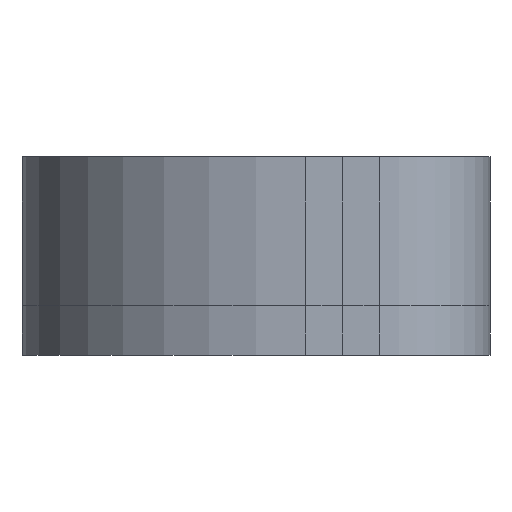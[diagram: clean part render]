
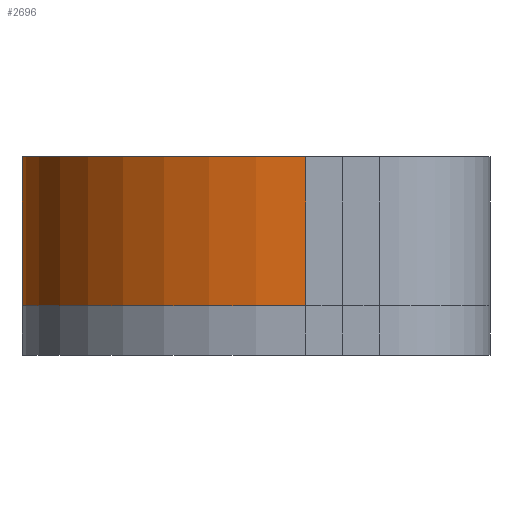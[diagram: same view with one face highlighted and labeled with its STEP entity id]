
A CAD part, front view. The second image highlights one B-rep face of the part: STEP entity #2696.
In plain terms, the highlighted cylindrical face has radius 10 mm (diameter 20 mm), a partial arc.
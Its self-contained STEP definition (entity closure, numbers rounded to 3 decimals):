
#72 = PLANE('',#73);
#73 = AXIS2_PLACEMENT_3D('',#74,#75,#76);
#74 = CARTESIAN_POINT('',(-5.523,-0.788,5.25));
#75 = DIRECTION('',(0.,0.,1.));
#76 = DIRECTION('',(1.,0.,0.));
#518 = PLANE('',#519);
#519 = AXIS2_PLACEMENT_3D('',#520,#521,#522);
#520 = CARTESIAN_POINT('',(-12.5,16.,0.));
#521 = DIRECTION('',(1.,0.,0.));
#522 = DIRECTION('',(0.,-1.,0.));
#786 = VERTEX_POINT('',#787);
#787 = CARTESIAN_POINT('',(-12.5,-16.,5.25));
#808 = EDGE_CURVE('',#786,#809,#811,.T.);
#809 = VERTEX_POINT('',#810);
#810 = CARTESIAN_POINT('',(-2.5,-26.,5.25));
#811 = SURFACE_CURVE('',#812,(#817,#824),.PCURVE_S1.);
#812 = CIRCLE('',#813,10.);
#813 = AXIS2_PLACEMENT_3D('',#814,#815,#816);
#814 = CARTESIAN_POINT('',(-2.5,-16.,5.25));
#815 = DIRECTION('',(0.,0.,1.));
#816 = DIRECTION('',(1.,0.,0.));
#817 = PCURVE('',#72,#818);
#818 = DEFINITIONAL_REPRESENTATION('',(#819),#823);
#819 = CIRCLE('',#820,10.);
#820 = AXIS2_PLACEMENT_2D('',#821,#822);
#821 = CARTESIAN_POINT('',(3.023,-15.212));
#822 = DIRECTION('',(1.,0.));
#823 = ( GEOMETRIC_REPRESENTATION_CONTEXT(2) 
PARAMETRIC_REPRESENTATION_CONTEXT() REPRESENTATION_CONTEXT('2D SPACE',''
  ) );
#824 = PCURVE('',#825,#830);
#825 = CYLINDRICAL_SURFACE('',#826,10.);
#826 = AXIS2_PLACEMENT_3D('',#827,#828,#829);
#827 = CARTESIAN_POINT('',(-2.5,-16.,0.));
#828 = DIRECTION('',(-0.,-0.,-1.));
#829 = DIRECTION('',(1.,0.,0.));
#830 = DEFINITIONAL_REPRESENTATION('',(#831),#835);
#831 = LINE('',#832,#833);
#832 = CARTESIAN_POINT('',(-0.,-5.25));
#833 = VECTOR('',#834,1.);
#834 = DIRECTION('',(-1.,0.));
#835 = ( GEOMETRIC_REPRESENTATION_CONTEXT(2) 
PARAMETRIC_REPRESENTATION_CONTEXT() REPRESENTATION_CONTEXT('2D SPACE',''
  ) );
#853 = PLANE('',#854);
#854 = AXIS2_PLACEMENT_3D('',#855,#856,#857);
#855 = CARTESIAN_POINT('',(-2.5,-26.,0.));
#856 = DIRECTION('',(0.,1.,0.));
#857 = DIRECTION('',(1.,0.,0.));
#1487 = EDGE_CURVE('',#1488,#786,#1490,.T.);
#1488 = VERTEX_POINT('',#1489);
#1489 = CARTESIAN_POINT('',(-12.5,-16.,0.));
#1490 = SURFACE_CURVE('',#1491,(#1495,#1502),.PCURVE_S1.);
#1491 = LINE('',#1492,#1493);
#1492 = CARTESIAN_POINT('',(-12.5,-16.,0.));
#1493 = VECTOR('',#1494,1.);
#1494 = DIRECTION('',(0.,0.,1.));
#1495 = PCURVE('',#518,#1496);
#1496 = DEFINITIONAL_REPRESENTATION('',(#1497),#1501);
#1497 = LINE('',#1498,#1499);
#1498 = CARTESIAN_POINT('',(32.,0.));
#1499 = VECTOR('',#1500,1.);
#1500 = DIRECTION('',(0.,-1.));
#1501 = ( GEOMETRIC_REPRESENTATION_CONTEXT(2) 
PARAMETRIC_REPRESENTATION_CONTEXT() REPRESENTATION_CONTEXT('2D SPACE',''
  ) );
#1502 = PCURVE('',#825,#1503);
#1503 = DEFINITIONAL_REPRESENTATION('',(#1504),#1508);
#1504 = LINE('',#1505,#1506);
#1505 = CARTESIAN_POINT('',(-3.142,0.));
#1506 = VECTOR('',#1507,1.);
#1507 = DIRECTION('',(-0.,-1.));
#1508 = ( GEOMETRIC_REPRESENTATION_CONTEXT(2) 
PARAMETRIC_REPRESENTATION_CONTEXT() REPRESENTATION_CONTEXT('2D SPACE',''
  ) );
#1609 = CYLINDRICAL_SURFACE('',#1610,10.);
#1610 = AXIS2_PLACEMENT_3D('',#1611,#1612,#1613);
#1611 = CARTESIAN_POINT('',(-2.5,-16.,-1.75));
#1612 = DIRECTION('',(-0.,-0.,-1.));
#1613 = DIRECTION('',(1.,0.,0.));
#2651 = EDGE_CURVE('',#2652,#809,#2654,.T.);
#2652 = VERTEX_POINT('',#2653);
#2653 = CARTESIAN_POINT('',(-2.5,-26.,0.));
#2654 = SURFACE_CURVE('',#2655,(#2659,#2666),.PCURVE_S1.);
#2655 = LINE('',#2656,#2657);
#2656 = CARTESIAN_POINT('',(-2.5,-26.,0.));
#2657 = VECTOR('',#2658,1.);
#2658 = DIRECTION('',(0.,0.,1.));
#2659 = PCURVE('',#853,#2660);
#2660 = DEFINITIONAL_REPRESENTATION('',(#2661),#2665);
#2661 = LINE('',#2662,#2663);
#2662 = CARTESIAN_POINT('',(0.,0.));
#2663 = VECTOR('',#2664,1.);
#2664 = DIRECTION('',(0.,-1.));
#2665 = ( GEOMETRIC_REPRESENTATION_CONTEXT(2) 
PARAMETRIC_REPRESENTATION_CONTEXT() REPRESENTATION_CONTEXT('2D SPACE',''
  ) );
#2666 = PCURVE('',#825,#2667);
#2667 = DEFINITIONAL_REPRESENTATION('',(#2668),#2672);
#2668 = LINE('',#2669,#2670);
#2669 = CARTESIAN_POINT('',(-4.712,0.));
#2670 = VECTOR('',#2671,1.);
#2671 = DIRECTION('',(-0.,-1.));
#2672 = ( GEOMETRIC_REPRESENTATION_CONTEXT(2) 
PARAMETRIC_REPRESENTATION_CONTEXT() REPRESENTATION_CONTEXT('2D SPACE',''
  ) );
#2696 = ADVANCED_FACE('',(#2697),#825,.T.);
#2697 = FACE_BOUND('',#2698,.F.);
#2698 = EDGE_LOOP('',(#2699,#2700,#2701,#2702));
#2699 = ORIENTED_EDGE('',*,*,#1487,.T.);
#2700 = ORIENTED_EDGE('',*,*,#808,.T.);
#2701 = ORIENTED_EDGE('',*,*,#2651,.F.);
#2702 = ORIENTED_EDGE('',*,*,#2703,.F.);
#2703 = EDGE_CURVE('',#1488,#2652,#2704,.T.);
#2704 = SURFACE_CURVE('',#2705,(#2710,#2717),.PCURVE_S1.);
#2705 = CIRCLE('',#2706,10.);
#2706 = AXIS2_PLACEMENT_3D('',#2707,#2708,#2709);
#2707 = CARTESIAN_POINT('',(-2.5,-16.,0.));
#2708 = DIRECTION('',(0.,0.,1.));
#2709 = DIRECTION('',(1.,0.,0.));
#2710 = PCURVE('',#825,#2711);
#2711 = DEFINITIONAL_REPRESENTATION('',(#2712),#2716);
#2712 = LINE('',#2713,#2714);
#2713 = CARTESIAN_POINT('',(-0.,0.));
#2714 = VECTOR('',#2715,1.);
#2715 = DIRECTION('',(-1.,0.));
#2716 = ( GEOMETRIC_REPRESENTATION_CONTEXT(2) 
PARAMETRIC_REPRESENTATION_CONTEXT() REPRESENTATION_CONTEXT('2D SPACE',''
  ) );
#2717 = PCURVE('',#1609,#2718);
#2718 = DEFINITIONAL_REPRESENTATION('',(#2719),#2722);
#2719 = B_SPLINE_CURVE_WITH_KNOTS('',1,(#2720,#2721),.UNSPECIFIED.,.F.,
  .F.,(2,2),(3.142,4.712),.PIECEWISE_BEZIER_KNOTS.);
#2720 = CARTESIAN_POINT('',(-3.142,-1.75));
#2721 = CARTESIAN_POINT('',(-4.712,-1.75));
#2722 = ( GEOMETRIC_REPRESENTATION_CONTEXT(2) 
PARAMETRIC_REPRESENTATION_CONTEXT() REPRESENTATION_CONTEXT('2D SPACE',''
  ) );
